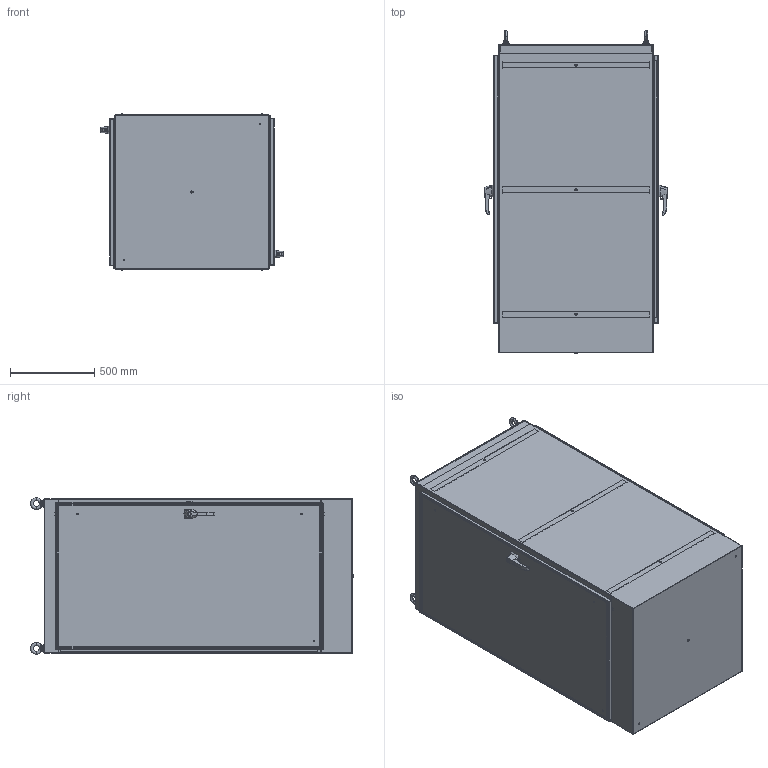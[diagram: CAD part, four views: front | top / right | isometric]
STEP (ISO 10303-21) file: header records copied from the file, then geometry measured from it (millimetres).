
FILE_DESCRIPTION (( 'STEP AP214' ), '1' );
FILE_NAME ('HN4FS723636DS16.STEP', '2019-09-03T19:18:40', ( '' ), ( '' ), 'SwSTEP 2.0', 'SolidWorks 2018', '' );
FILE_SCHEMA (( 'AUTOMOTIVE_DESIGN' ));
Length unit declared in the file: inch
Products named in the file (1): HN4FS723636DS16
Bounding box: 1083.67 x 1917.43 x 929.74 mm (x, y, z)
Volume: 25634778.3 mm3; surface area: 21182107.4 mm2
Topology: 95 solids, 97 shells, 3321 faces, 8795 edges, 5678 vertices
Faces by surface type: cylinder 1533, plane 1460, cone 156, bspline 140, torus 32
Entity records: 170774 total; most frequent: CARTESIAN_POINT 45061, ORIENTED_EDGE 17530, DIRECTION 17393, EDGE_CURVE 8765, AXIS2_PLACEMENT_3D 6328, VERTEX_POINT 5678, LINE 4737, VECTOR 4737
